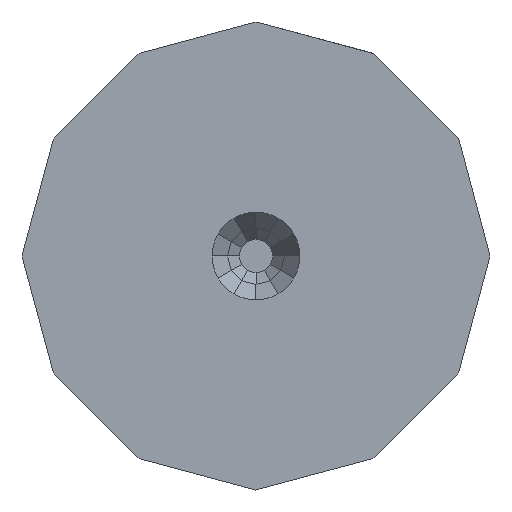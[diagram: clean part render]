
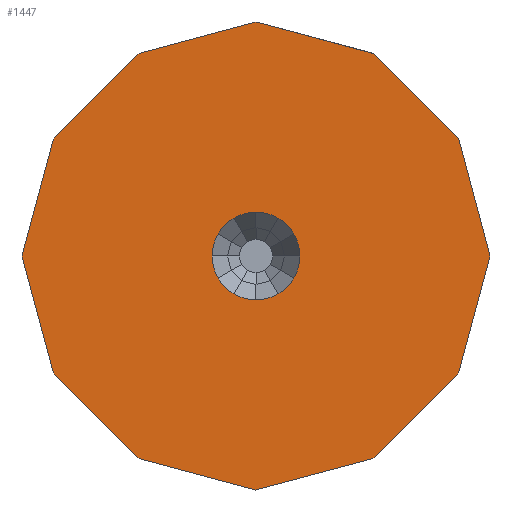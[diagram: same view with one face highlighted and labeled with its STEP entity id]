
A CAD part, front view. The second image highlights one B-rep face of the part: STEP entity #1447.
In plain terms, the highlighted planar face has unit normal (0, -1, 0).
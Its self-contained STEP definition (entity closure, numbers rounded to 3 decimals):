
#7 = ORIENTED_EDGE ( 'NONE', *, *, #2254, .T. ) ;
#15 = CARTESIAN_POINT ( 'NONE',  ( 0., -3., 0. ) ) ;
#77 = LINE ( 'NONE', #510, #985 ) ;
#114 = CARTESIAN_POINT ( 'NONE',  ( 10.392, -3., -6. ) ) ;
#128 = VERTEX_POINT ( 'NONE', #1996 ) ;
#130 = DIRECTION ( 'NONE',  ( 0., 0., -1. ) ) ;
#136 = CARTESIAN_POINT ( 'NONE',  ( -6., -3., 10.392 ) ) ;
#145 = EDGE_CURVE ( 'NONE', #2132, #2316, #1547, .T. ) ;
#214 = ORIENTED_EDGE ( 'NONE', *, *, #440, .T. ) ;
#217 = EDGE_LOOP ( 'NONE', ( #1484, #495 ) ) ;
#252 = ORIENTED_EDGE ( 'NONE', *, *, #274, .T. ) ;
#274 = EDGE_CURVE ( 'NONE', #128, #931, #2020, .T. ) ;
#405 = CARTESIAN_POINT ( 'NONE',  ( -6., -3., 10.392 ) ) ;
#440 = EDGE_CURVE ( 'NONE', #1872, #2357, #2348, .T. ) ;
#450 = DIRECTION ( 'NONE',  ( 0., 0., -1. ) ) ;
#463 = VECTOR ( 'NONE', #1459, 1000. ) ;
#477 = VERTEX_POINT ( 'NONE', #2194 ) ;
#495 = ORIENTED_EDGE ( 'NONE', *, *, #1140, .F. ) ;
#510 = CARTESIAN_POINT ( 'NONE',  ( 0., -3., 12. ) ) ;
#516 = CARTESIAN_POINT ( 'NONE',  ( 10.392, -3., -6. ) ) ;
#519 = ORIENTED_EDGE ( 'NONE', *, *, #697, .T. ) ;
#561 = CARTESIAN_POINT ( 'NONE',  ( -6., -3., -10.392 ) ) ;
#616 = EDGE_CURVE ( 'NONE', #931, #2132, #2243, .T. ) ;
#681 = CARTESIAN_POINT ( 'NONE',  ( -12., -3., 0. ) ) ;
#697 = EDGE_CURVE ( 'NONE', #2268, #2432, #1024, .T. ) ;
#700 = ORIENTED_EDGE ( 'NONE', *, *, #1103, .T. ) ;
#707 = DIRECTION ( 'NONE',  ( 0., -1., 0. ) ) ;
#742 = DIRECTION ( 'NONE',  ( 0.259, 0., 0.966 ) ) ;
#749 = CARTESIAN_POINT ( 'NONE',  ( 6., -3., -10.392 ) ) ;
#753 = CARTESIAN_POINT ( 'NONE',  ( -6., -3., -10.392 ) ) ;
#785 = AXIS2_PLACEMENT_3D ( 'NONE', #1508, #2330, #450 ) ;
#796 = LINE ( 'NONE', #2626, #2391 ) ;
#806 = EDGE_CURVE ( 'NONE', #900, #2203, #77, .T. ) ;
#875 = VECTOR ( 'NONE', #1895, 1000. ) ;
#891 = LINE ( 'NONE', #1531, #2362 ) ;
#900 = VERTEX_POINT ( 'NONE', #2013 ) ;
#902 = DIRECTION ( 'NONE',  ( -0.966, 0., -0.259 ) ) ;
#912 = PLANE ( 'NONE',  #1625 ) ;
#925 = FACE_OUTER_BOUND ( 'NONE', #1953, .T. ) ;
#931 = VERTEX_POINT ( 'NONE', #749 ) ;
#936 = CIRCLE ( 'NONE', #1802, 2.25 ) ;
#938 = ORIENTED_EDGE ( 'NONE', *, *, #806, .T. ) ;
#985 = VECTOR ( 'NONE', #902, 1000. ) ;
#1000 = CARTESIAN_POINT ( 'NONE',  ( 0., -3., -12. ) ) ;
#1019 = VERTEX_POINT ( 'NONE', #2267 ) ;
#1024 = LINE ( 'NONE', #1857, #1909 ) ;
#1027 = VECTOR ( 'NONE', #2455, 1000. ) ;
#1036 = CARTESIAN_POINT ( 'NONE',  ( -10.392, -3., -6. ) ) ;
#1103 = EDGE_CURVE ( 'NONE', #1591, #477, #1824, .T. ) ;
#1131 = FACE_BOUND ( 'NONE', #217, .T. ) ;
#1138 = ORIENTED_EDGE ( 'NONE', *, *, #1932, .T. ) ;
#1140 = EDGE_CURVE ( 'NONE', #1019, #1727, #2646, .T. ) ;
#1163 = CARTESIAN_POINT ( 'NONE',  ( 0., -3., 0. ) ) ;
#1227 = VECTOR ( 'NONE', #2419, 1000. ) ;
#1314 = EDGE_CURVE ( 'NONE', #1727, #1019, #936, .T. ) ;
#1332 = DIRECTION ( 'NONE',  ( 0., -1., 0. ) ) ;
#1411 = VECTOR ( 'NONE', #1618, 1000. ) ;
#1447 = ADVANCED_FACE ( 'NONE', ( #1131, #925 ), #912, .T. ) ;
#1459 = DIRECTION ( 'NONE',  ( 0.966, 0., -0.259 ) ) ;
#1484 = ORIENTED_EDGE ( 'NONE', *, *, #1314, .F. ) ;
#1508 = CARTESIAN_POINT ( 'NONE',  ( 0., -3., 0. ) ) ;
#1531 = CARTESIAN_POINT ( 'NONE',  ( -12., -3., 0. ) ) ;
#1547 = LINE ( 'NONE', #114, #1740 ) ;
#1591 = VERTEX_POINT ( 'NONE', #2328 ) ;
#1618 = DIRECTION ( 'NONE',  ( -0.707, 0., 0.707 ) ) ;
#1625 = AXIS2_PLACEMENT_3D ( 'NONE', #1163, #707, #2575 ) ;
#1675 = CARTESIAN_POINT ( 'NONE',  ( 6., -3., -10.392 ) ) ;
#1727 = VERTEX_POINT ( 'NONE', #1737 ) ;
#1737 = CARTESIAN_POINT ( 'NONE',  ( 0., -3., -2.25 ) ) ;
#1740 = VECTOR ( 'NONE', #742, 1000. ) ;
#1802 = AXIS2_PLACEMENT_3D ( 'NONE', #15, #1332, #130 ) ;
#1810 = CARTESIAN_POINT ( 'NONE',  ( 12., -3., 0. ) ) ;
#1824 = LINE ( 'NONE', #2642, #1411 ) ;
#1830 = CARTESIAN_POINT ( 'NONE',  ( -10.392, -3., 6. ) ) ;
#1857 = CARTESIAN_POINT ( 'NONE',  ( -10.392, -3., -6. ) ) ;
#1871 = EDGE_CURVE ( 'NONE', #477, #900, #796, .T. ) ;
#1872 = VERTEX_POINT ( 'NONE', #1830 ) ;
#1895 = DIRECTION ( 'NONE',  ( 0.966, 0., 0.259 ) ) ;
#1909 = VECTOR ( 'NONE', #2676, 1000. ) ;
#1932 = EDGE_CURVE ( 'NONE', #2203, #1872, #2060, .T. ) ;
#1953 = EDGE_LOOP ( 'NONE', ( #700, #2532, #938, #1138, #214, #2222, #519, #7, #252, #2224, #2518, #2477 ) ) ;
#1996 = CARTESIAN_POINT ( 'NONE',  ( 0., -3., -12. ) ) ;
#2013 = CARTESIAN_POINT ( 'NONE',  ( 0., -3., 12. ) ) ;
#2020 = LINE ( 'NONE', #1000, #875 ) ;
#2032 = DIRECTION ( 'NONE',  ( -0.966, 0., 0.259 ) ) ;
#2060 = LINE ( 'NONE', #405, #1227 ) ;
#2065 = LINE ( 'NONE', #1810, #1027 ) ;
#2069 = LINE ( 'NONE', #753, #463 ) ;
#2079 = EDGE_CURVE ( 'NONE', #2357, #2268, #891, .T. ) ;
#2132 = VERTEX_POINT ( 'NONE', #516 ) ;
#2194 = CARTESIAN_POINT ( 'NONE',  ( 6., -3., 10.392 ) ) ;
#2195 = CARTESIAN_POINT ( 'NONE',  ( 12., -3., 0. ) ) ;
#2203 = VERTEX_POINT ( 'NONE', #136 ) ;
#2222 = ORIENTED_EDGE ( 'NONE', *, *, #2079, .T. ) ;
#2224 = ORIENTED_EDGE ( 'NONE', *, *, #616, .T. ) ;
#2243 = LINE ( 'NONE', #1675, #2454 ) ;
#2254 = EDGE_CURVE ( 'NONE', #2432, #128, #2069, .T. ) ;
#2267 = CARTESIAN_POINT ( 'NONE',  ( 0., -3., 2.25 ) ) ;
#2268 = VERTEX_POINT ( 'NONE', #1036 ) ;
#2271 = VECTOR ( 'NONE', #2376, 1000. ) ;
#2316 = VERTEX_POINT ( 'NONE', #2195 ) ;
#2328 = CARTESIAN_POINT ( 'NONE',  ( 10.392, -3., 6. ) ) ;
#2330 = DIRECTION ( 'NONE',  ( 0., -1., 0. ) ) ;
#2348 = LINE ( 'NONE', #2542, #2271 ) ;
#2357 = VERTEX_POINT ( 'NONE', #681 ) ;
#2362 = VECTOR ( 'NONE', #2393, 1000. ) ;
#2376 = DIRECTION ( 'NONE',  ( -0.259, 0., -0.966 ) ) ;
#2391 = VECTOR ( 'NONE', #2032, 1000. ) ;
#2393 = DIRECTION ( 'NONE',  ( 0.259, 0., -0.966 ) ) ;
#2419 = DIRECTION ( 'NONE',  ( -0.707, 0., -0.707 ) ) ;
#2432 = VERTEX_POINT ( 'NONE', #561 ) ;
#2454 = VECTOR ( 'NONE', #2661, 1000. ) ;
#2455 = DIRECTION ( 'NONE',  ( -0.259, 0., 0.966 ) ) ;
#2477 = ORIENTED_EDGE ( 'NONE', *, *, #2649, .T. ) ;
#2518 = ORIENTED_EDGE ( 'NONE', *, *, #145, .T. ) ;
#2532 = ORIENTED_EDGE ( 'NONE', *, *, #1871, .T. ) ;
#2542 = CARTESIAN_POINT ( 'NONE',  ( -10.392, -3., 6. ) ) ;
#2575 = DIRECTION ( 'NONE',  ( 0., 0., -1. ) ) ;
#2626 = CARTESIAN_POINT ( 'NONE',  ( 6., -3., 10.392 ) ) ;
#2642 = CARTESIAN_POINT ( 'NONE',  ( 10.392, -3., 6. ) ) ;
#2646 = CIRCLE ( 'NONE', #785, 2.25 ) ;
#2649 = EDGE_CURVE ( 'NONE', #2316, #1591, #2065, .T. ) ;
#2661 = DIRECTION ( 'NONE',  ( 0.707, 0., 0.707 ) ) ;
#2676 = DIRECTION ( 'NONE',  ( 0.707, 0., -0.707 ) ) ;
